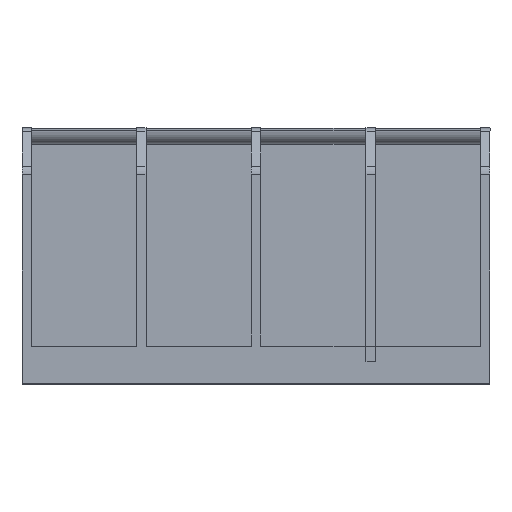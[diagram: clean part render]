
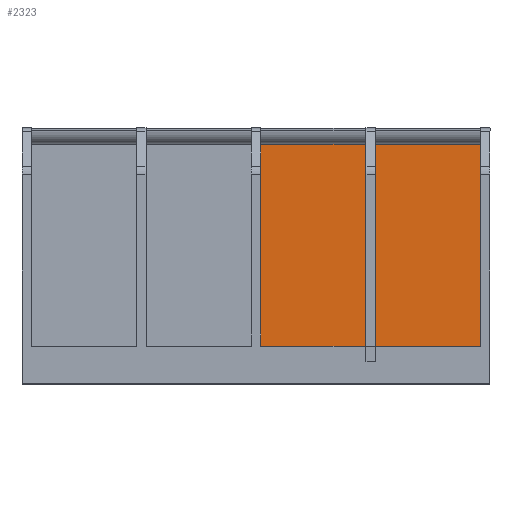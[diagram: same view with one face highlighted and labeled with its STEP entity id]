
A CAD part, top view. The second image highlights one B-rep face of the part: STEP entity #2323.
In plain terms, the highlighted planar face has unit normal (0, 0, 1).
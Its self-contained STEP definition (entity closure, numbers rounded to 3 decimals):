
#131=FACE_OUTER_BOUND('',#252,.T.);
#252=EDGE_LOOP('',(#1571,#1572,#1573,#1574));
#372=LINE('',#3331,#659);
#387=LINE('',#3373,#674);
#394=LINE('',#3393,#681);
#395=LINE('',#3394,#682);
#659=VECTOR('',#2659,10.);
#674=VECTOR('',#2700,10.);
#681=VECTOR('',#2715,10.);
#682=VECTOR('',#2716,10.);
#945=VERTEX_POINT('',#3327);
#947=VERTEX_POINT('',#3330);
#961=VERTEX_POINT('',#3372);
#970=VERTEX_POINT('',#3392);
#1180=EDGE_CURVE('',#947,#945,#372,.T.);
#1201=EDGE_CURVE('',#961,#947,#387,.T.);
#1211=EDGE_CURVE('',#945,#970,#394,.T.);
#1212=EDGE_CURVE('',#961,#970,#395,.T.);
#1571=ORIENTED_EDGE('',*,*,#1180,.T.);
#1572=ORIENTED_EDGE('',*,*,#1211,.T.);
#1573=ORIENTED_EDGE('',*,*,#1212,.F.);
#1574=ORIENTED_EDGE('',*,*,#1201,.T.);
#2231=PLANE('',#2470);
#2323=ADVANCED_FACE('',(#131),#2231,.T.);
#2470=AXIS2_PLACEMENT_3D('',#3391,#2713,#2714);
#2659=DIRECTION('',(-1.,0.,0.));
#2700=DIRECTION('',(0.,1.,0.));
#2713=DIRECTION('center_axis',(0.,0.,1.));
#2714=DIRECTION('ref_axis',(1.,0.,0.));
#2715=DIRECTION('',(0.,-1.,0.));
#2716=DIRECTION('',(-1.,0.,0.));
#3327=CARTESIAN_POINT('',(1.5,77.,-52.));
#3330=CARTESIAN_POINT('',(72.095,77.,-52.));
#3331=CARTESIAN_POINT('',(-72.095,77.,-52.));
#3372=CARTESIAN_POINT('',(72.095,7.,-52.));
#3373=CARTESIAN_POINT('',(72.095,7.,-52.));
#3391=CARTESIAN_POINT('Origin',(-72.095,7.,-52.));
#3392=CARTESIAN_POINT('',(1.5,7.,-52.));
#3393=CARTESIAN_POINT('',(1.5,7.,-52.));
#3394=CARTESIAN_POINT('',(-36.047,7.,-52.));
